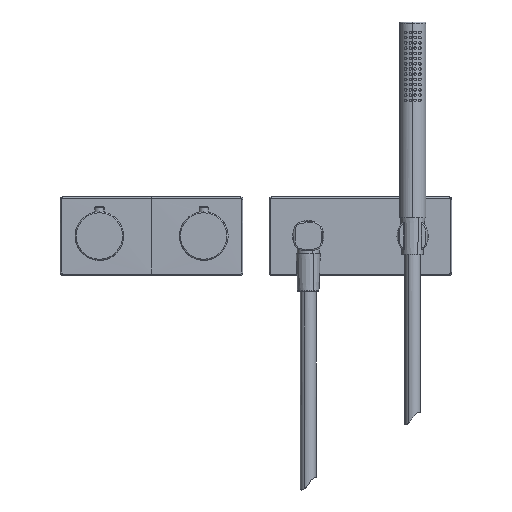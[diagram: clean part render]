
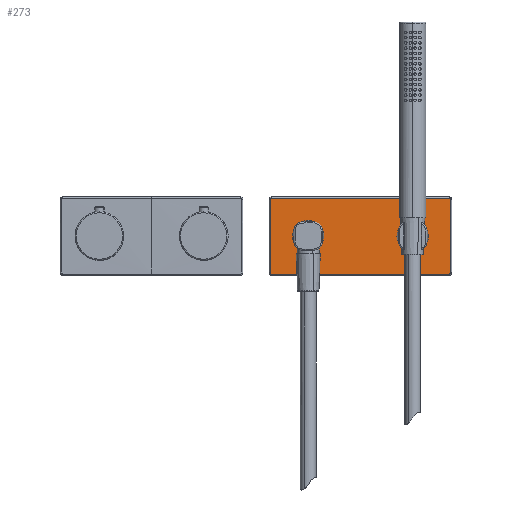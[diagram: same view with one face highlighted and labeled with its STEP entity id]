
A CAD part, top view. The second image highlights one B-rep face of the part: STEP entity #273.
In plain terms, the highlighted planar face has unit normal (0, 0, 1).
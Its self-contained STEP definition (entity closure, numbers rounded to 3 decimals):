
#22 = VERTEX_POINT ( 'NONE', #9552 ) ;
#67 = ORIENTED_EDGE ( 'NONE', *, *, #1605, .T. ) ;
#211 = AXIS2_PLACEMENT_3D ( 'NONE', #12459, #8035, #7009 ) ;
#273 = ADVANCED_FACE ( 'NONE', ( #1260 ), #4613, .F. ) ;
#358 = CARTESIAN_POINT ( 'NONE',  ( 85.308, 35.308, 12. ) ) ;
#384 = EDGE_CURVE ( 'NONE', #3688, #4469, #5512, .T. ) ;
#426 = VECTOR ( 'NONE', #10523, 1000. ) ;
#525 = EDGE_CURVE ( 'NONE', #22, #1599, #5667, .T. ) ;
#541 = VERTEX_POINT ( 'NONE', #12505 ) ;
#542 = VECTOR ( 'NONE', #6014, 1000. ) ;
#582 = CIRCLE ( 'NONE', #211, 1. ) ;
#820 = CARTESIAN_POINT ( 'NONE',  ( -85.308, -36.308, 12. ) ) ;
#947 = CARTESIAN_POINT ( 'NONE',  ( -86.308, 35.308, 12. ) ) ;
#1092 = DIRECTION ( 'NONE',  ( 0., 1., 0. ) ) ;
#1260 = FACE_OUTER_BOUND ( 'NONE', #12722, .T. ) ;
#1374 = AXIS2_PLACEMENT_3D ( 'NONE', #358, #5627, #2492 ) ;
#1418 = DIRECTION ( 'NONE',  ( 0., 1., 0. ) ) ;
#1453 = VECTOR ( 'NONE', #7419, 1000. ) ;
#1599 = VERTEX_POINT ( 'NONE', #11463 ) ;
#1605 = EDGE_CURVE ( 'NONE', #6991, #22, #8435, .T. ) ;
#1922 = EDGE_CURVE ( 'NONE', #541, #4534, #582, .T. ) ;
#2073 = ORIENTED_EDGE ( 'NONE', *, *, #525, .T. ) ;
#2262 = DIRECTION ( 'NONE',  ( 0., 0., 1. ) ) ;
#2390 = ORIENTED_EDGE ( 'NONE', *, *, #1922, .T. ) ;
#2492 = DIRECTION ( 'NONE',  ( 1., 0., 0. ) ) ;
#2534 = EDGE_CURVE ( 'NONE', #4534, #3688, #8569, .T. ) ;
#2551 = CIRCLE ( 'NONE', #12317, 1. ) ;
#2985 = DIRECTION ( 'NONE',  ( 0., -1., 0. ) ) ;
#3144 = DIRECTION ( 'NONE',  ( 0., -1., 0. ) ) ;
#3169 = CARTESIAN_POINT ( 'NONE',  ( 86.308, 35.308, 12. ) ) ;
#3314 = LINE ( 'NONE', #9419, #1453 ) ;
#3610 = CARTESIAN_POINT ( 'NONE',  ( -85.308, 35.308, 12. ) ) ;
#3688 = VERTEX_POINT ( 'NONE', #8626 ) ;
#4245 = EDGE_CURVE ( 'NONE', #1599, #4924, #2551, .T. ) ;
#4399 = CARTESIAN_POINT ( 'NONE',  ( -0.025, 36.308, 12. ) ) ;
#4469 = VERTEX_POINT ( 'NONE', #5187 ) ;
#4534 = VERTEX_POINT ( 'NONE', #820 ) ;
#4613 = PLANE ( 'NONE',  #10548 ) ;
#4924 = VERTEX_POINT ( 'NONE', #947 ) ;
#5187 = CARTESIAN_POINT ( 'NONE',  ( 86.308, -35.308, 12. ) ) ;
#5352 = ORIENTED_EDGE ( 'NONE', *, *, #12603, .T. ) ;
#5512 = CIRCLE ( 'NONE', #5906, 1. ) ;
#5604 = ORIENTED_EDGE ( 'NONE', *, *, #2534, .T. ) ;
#5627 = DIRECTION ( 'NONE',  ( 0., 0., 1. ) ) ;
#5667 = LINE ( 'NONE', #4399, #542 ) ;
#5906 = AXIS2_PLACEMENT_3D ( 'NONE', #8119, #7564, #3144 ) ;
#6014 = DIRECTION ( 'NONE',  ( -1., 0., 0. ) ) ;
#6303 = CARTESIAN_POINT ( 'NONE',  ( -0.025, -36.308, 12. ) ) ;
#6991 = VERTEX_POINT ( 'NONE', #3169 ) ;
#7009 = DIRECTION ( 'NONE',  ( -1., 0., 0. ) ) ;
#7011 = DIRECTION ( 'NONE',  ( 0., 0., -1. ) ) ;
#7148 = VECTOR ( 'NONE', #2985, 1000. ) ;
#7296 = ORIENTED_EDGE ( 'NONE', *, *, #12022, .T. ) ;
#7419 = DIRECTION ( 'NONE',  ( 0., 1., 0. ) ) ;
#7564 = DIRECTION ( 'NONE',  ( 0., 0., 1. ) ) ;
#8035 = DIRECTION ( 'NONE',  ( 0., 0., 1. ) ) ;
#8119 = CARTESIAN_POINT ( 'NONE',  ( 85.308, -35.308, 12. ) ) ;
#8342 = ORIENTED_EDGE ( 'NONE', *, *, #4245, .T. ) ;
#8435 = CIRCLE ( 'NONE', #1374, 1. ) ;
#8554 = LINE ( 'NONE', #9880, #7148 ) ;
#8569 = LINE ( 'NONE', #6303, #426 ) ;
#8626 = CARTESIAN_POINT ( 'NONE',  ( 85.308, -36.308, 12. ) ) ;
#9419 = CARTESIAN_POINT ( 'NONE',  ( 86.308, 0., 12. ) ) ;
#9552 = CARTESIAN_POINT ( 'NONE',  ( 85.308, 36.308, 12. ) ) ;
#9880 = CARTESIAN_POINT ( 'NONE',  ( -86.308, 0., 12. ) ) ;
#10523 = DIRECTION ( 'NONE',  ( 1., 0., 0. ) ) ;
#10548 = AXIS2_PLACEMENT_3D ( 'NONE', #11619, #7011, #1092 ) ;
#10698 = ORIENTED_EDGE ( 'NONE', *, *, #384, .T. ) ;
#11463 = CARTESIAN_POINT ( 'NONE',  ( -85.308, 36.308, 12. ) ) ;
#11619 = CARTESIAN_POINT ( 'NONE',  ( -50., 0., 12. ) ) ;
#12022 = EDGE_CURVE ( 'NONE', #4469, #6991, #3314, .T. ) ;
#12317 = AXIS2_PLACEMENT_3D ( 'NONE', #3610, #2262, #1418 ) ;
#12459 = CARTESIAN_POINT ( 'NONE',  ( -85.308, -35.308, 12. ) ) ;
#12505 = CARTESIAN_POINT ( 'NONE',  ( -86.308, -35.308, 12. ) ) ;
#12603 = EDGE_CURVE ( 'NONE', #4924, #541, #8554, .T. ) ;
#12722 = EDGE_LOOP ( 'NONE', ( #5604, #10698, #7296, #67, #2073, #8342, #5352, #2390 ) ) ;
